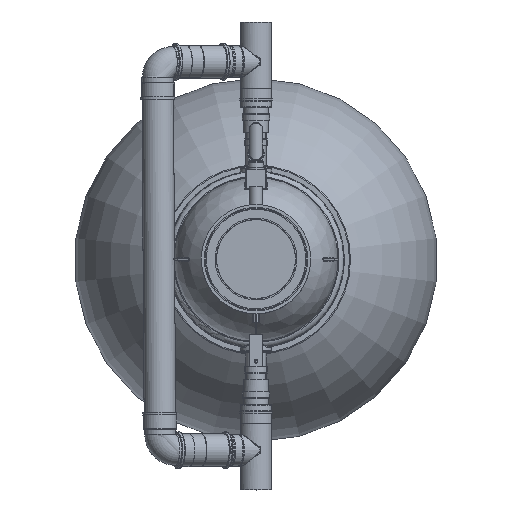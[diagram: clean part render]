
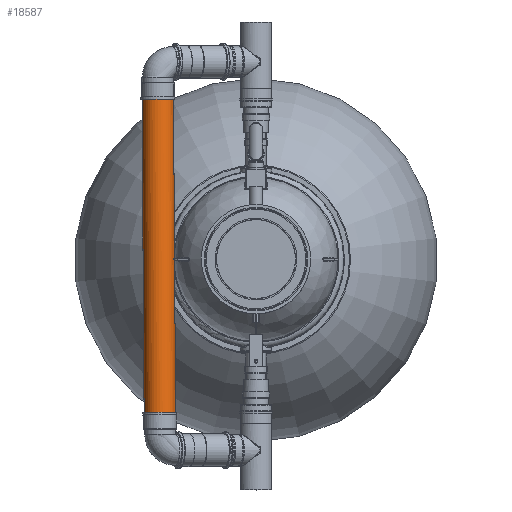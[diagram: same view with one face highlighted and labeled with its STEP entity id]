
A CAD part, top view. The second image highlights one B-rep face of the part: STEP entity #18587.
In plain terms, the highlighted cylindrical face has radius 125 mm (diameter 250 mm), a full revolution.
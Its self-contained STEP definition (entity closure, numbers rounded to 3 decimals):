
#2996=CYLINDRICAL_SURFACE('',#21190,125.);
#6949=ORIENTED_EDGE('',*,*,#10372,.F.);
#6950=ORIENTED_EDGE('',*,*,#10373,.T.);
#10372=EDGE_CURVE('',#12383,#12383,#13785,.T.);
#10373=EDGE_CURVE('',#12384,#12384,#13786,.T.);
#12383=VERTEX_POINT('',#40537);
#12384=VERTEX_POINT('',#40540);
#13785=CIRCLE('',#21187,125.);
#13786=CIRCLE('',#21189,125.);
#15263=EDGE_LOOP('',(#6949));
#15264=EDGE_LOOP('',(#6950));
#17036=FACE_BOUND('',#15263,.T.);
#17037=FACE_BOUND('',#15264,.T.);
#18587=ADVANCED_FACE('',(#17036,#17037),#2996,.T.);
#21187=AXIS2_PLACEMENT_3D('',#40536,#25337,#25338);
#21189=AXIS2_PLACEMENT_3D('',#40539,#25341,#25342);
#21190=AXIS2_PLACEMENT_3D('',#40541,#25343,#25344);
#25337=DIRECTION('',(0.,1.,0.));
#25338=DIRECTION('',(1.,0.,0.));
#25341=DIRECTION('',(0.,1.,0.));
#25342=DIRECTION('',(1.,0.,0.));
#25343=DIRECTION('',(0.,1.,0.));
#25344=DIRECTION('',(0.,0.,1.));
#40536=CARTESIAN_POINT('',(0.,2753.092,0.));
#40537=CARTESIAN_POINT('',(125.,2753.092,0.));
#40539=CARTESIAN_POINT('',(0.,0.,
0.));
#40540=CARTESIAN_POINT('',(125.,0.,0.));
#40541=CARTESIAN_POINT('',(0.,0.,
0.));
